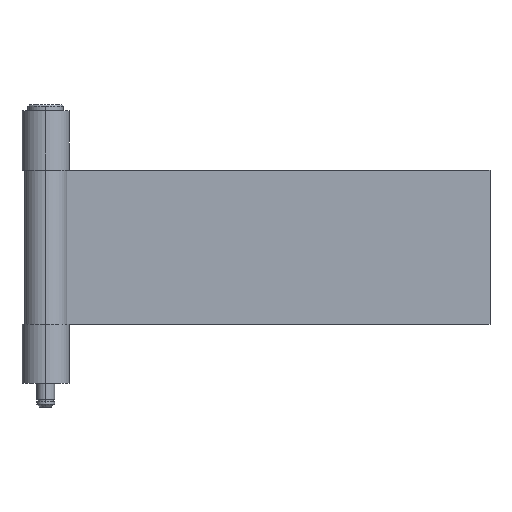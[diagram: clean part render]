
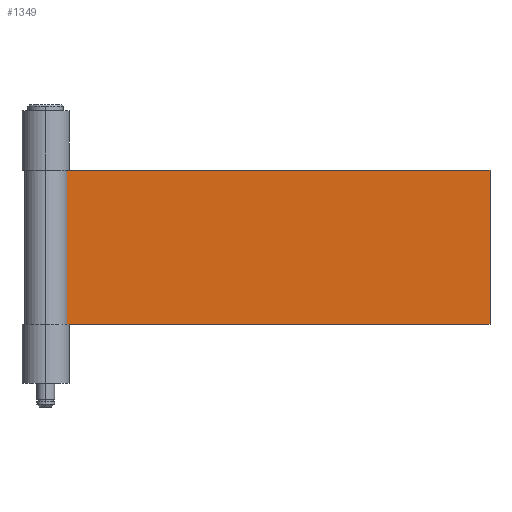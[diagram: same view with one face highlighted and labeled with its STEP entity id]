
A CAD part, top view. The second image highlights one B-rep face of the part: STEP entity #1349.
In plain terms, the highlighted face is planar.
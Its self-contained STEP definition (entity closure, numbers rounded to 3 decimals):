
#498 = CARTESIAN_POINT ( 'NONE',  ( 7.15, 52., -0.05 ) ) ;
#506 = DIRECTION ( 'NONE',  ( -1., 0., 0. ) ) ;
#507 = VECTOR ( 'NONE', #506, 1000. ) ;
#508 = CARTESIAN_POINT ( 'NONE',  ( 7.15, 52., -0.05 ) ) ;
#509 = LINE ( 'NONE', #508, #507 ) ;
#510 = CARTESIAN_POINT ( 'NONE',  ( 150., 52., -0.05 ) ) ;
#541 = DIRECTION ( 'NONE',  ( -1., 0., 0. ) ) ;
#542 = VECTOR ( 'NONE', #541, 1000. ) ;
#543 = CARTESIAN_POINT ( 'NONE',  ( 7.15, 0., -0.05 ) ) ;
#544 = LINE ( 'NONE', #543, #542 ) ;
#550 = CARTESIAN_POINT ( 'NONE',  ( 7.15, 0., -0.05 ) ) ;
#551 = CARTESIAN_POINT ( 'NONE',  ( 150., 0., -0.05 ) ) ;
#566 = DIRECTION ( 'NONE',  ( 1., 0., 0. ) ) ;
#567 = DIRECTION ( 'NONE',  ( 0., 0., 1. ) ) ;
#568 = CARTESIAN_POINT ( 'NONE',  ( 7.15, 52., -0.05 ) ) ;
#569 = AXIS2_PLACEMENT_3D ( 'NONE', #568, #567, #566 ) ;
#571 = FACE_OUTER_BOUND ( 'NONE', #1347, .T. ) ;
#577 = PLANE ( 'NONE',  #569 ) ;
#579 = DIRECTION ( 'NONE',  ( 0., -1., 0. ) ) ;
#580 = VECTOR ( 'NONE', #579, 1000. ) ;
#581 = CARTESIAN_POINT ( 'NONE',  ( 150., 52., -0.05 ) ) ;
#586 = LINE ( 'NONE', #581, #580 ) ;
#594 = DIRECTION ( 'NONE',  ( 0., -1., 0. ) ) ;
#595 = VECTOR ( 'NONE', #594, 1000. ) ;
#596 = CARTESIAN_POINT ( 'NONE',  ( 7.15, 52., -0.05 ) ) ;
#597 = LINE ( 'NONE', #596, #595 ) ;
#1271 = VERTEX_POINT ( 'NONE', #498 ) ;
#1306 = VERTEX_POINT ( 'NONE', #510 ) ;
#1308 = EDGE_CURVE ( 'NONE', #1306, #1271, #509, .T. ) ;
#1317 = VERTEX_POINT ( 'NONE', #551 ) ;
#1319 = VERTEX_POINT ( 'NONE', #550 ) ;
#1322 = EDGE_CURVE ( 'NONE', #1317, #1319, #544, .T. ) ;
#1330 = EDGE_CURVE ( 'NONE', #1271, #1319, #597, .T. ) ;
#1337 = EDGE_CURVE ( 'NONE', #1306, #1317, #586, .T. ) ;
#1343 = ORIENTED_EDGE ( 'NONE', *, *, #1308, .F. ) ;
#1344 = ORIENTED_EDGE ( 'NONE', *, *, #1337, .T. ) ;
#1345 = ORIENTED_EDGE ( 'NONE', *, *, #1322, .T. ) ;
#1346 = ORIENTED_EDGE ( 'NONE', *, *, #1330, .F. ) ;
#1347 = EDGE_LOOP ( 'NONE', ( #1345, #1346, #1343, #1344 ) ) ;
#1349 = ADVANCED_FACE ( 'NONE', ( #571 ), #577, .F. ) ;
